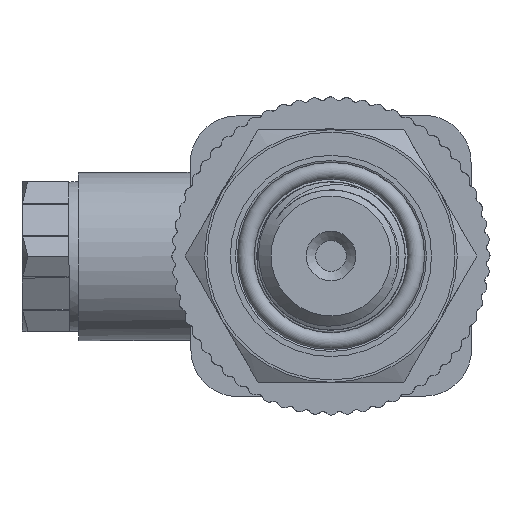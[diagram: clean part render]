
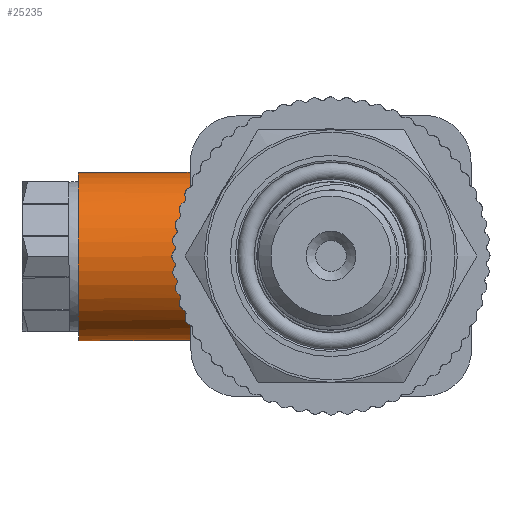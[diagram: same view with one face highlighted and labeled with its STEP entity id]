
A CAD part, left-side view. The second image highlights one B-rep face of the part: STEP entity #25235.
In plain terms, the highlighted cylindrical face has radius 9 mm (diameter 18 mm), a full revolution.
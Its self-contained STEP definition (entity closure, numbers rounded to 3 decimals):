
#2380=FACE_OUTER_BOUND('',#3811,.T.);
#3811=EDGE_LOOP('',(#20757,#20758,#20759,#20760,#20761,#20762,#20763));
#4731=CIRCLE('',#26399,9.);
#4732=CIRCLE('',#26400,9.);
#4757=CIRCLE('',#26481,9.);
#5962=B_SPLINE_CURVE_WITH_KNOTS('',3,(#74309,#74310,#74311,#74312,#74313,
#74314,#74315,#74316,#74317,#74318),.UNSPECIFIED.,.F.,.F.,(4,2,1,1,1,1,
4),(-0.002,0.,0.204,0.408,0.611,
0.815,1.019),.UNSPECIFIED.);
#5963=B_SPLINE_CURVE_WITH_KNOTS('',3,(#74387,#74388,#74389,#74390,#74391,
#74392,#74393,#74394,#74395,#74396,#74397,#74398),.UNSPECIFIED.,.F.,.F.,
(4,1,1,1,1,1,1,2,4),(0.,0.204,0.306,
0.408,0.509,0.611,0.815,
1.019,1.02),.UNSPECIFIED.);
#7105=LINE('',#74726,#9121);
#9121=VECTOR('',#29332,9.);
#11294=VERTEX_POINT('',#71790);
#11555=VERTEX_POINT('',#74307);
#11556=VERTEX_POINT('',#74320);
#11558=VERTEX_POINT('',#74324);
#11649=VERTEX_POINT('',#74724);
#14729=EDGE_CURVE('',#11294,#11555,#5962,.T.);
#14732=EDGE_CURVE('',#11555,#11558,#4731,.T.);
#14733=EDGE_CURVE('',#11558,#11556,#4732,.T.);
#14734=EDGE_CURVE('',#11556,#11294,#5963,.T.);
#14879=EDGE_CURVE('',#11649,#11649,#4757,.T.);
#14880=EDGE_CURVE('',#11649,#11558,#7105,.T.);
#20757=ORIENTED_EDGE('',*,*,#14879,.F.);
#20758=ORIENTED_EDGE('',*,*,#14880,.T.);
#20759=ORIENTED_EDGE('',*,*,#14732,.F.);
#20760=ORIENTED_EDGE('',*,*,#14729,.F.);
#20761=ORIENTED_EDGE('',*,*,#14734,.F.);
#20762=ORIENTED_EDGE('',*,*,#14733,.F.);
#20763=ORIENTED_EDGE('',*,*,#14880,.F.);
#24416=CYLINDRICAL_SURFACE('',#26480,9.);
#25235=ADVANCED_FACE('',(#2380),#24416,.T.);
#26399=AXIS2_PLACEMENT_3D('',#74325,#29059,#29060);
#26400=AXIS2_PLACEMENT_3D('',#74326,#29061,#29062);
#26480=AXIS2_PLACEMENT_3D('',#74723,#29328,#29329);
#26481=AXIS2_PLACEMENT_3D('',#74725,#29330,#29331);
#29059=DIRECTION('center_axis',(0.,0.,-1.));
#29060=DIRECTION('ref_axis',(1.,0.,0.));
#29061=DIRECTION('center_axis',(0.,0.,-1.));
#29062=DIRECTION('ref_axis',(1.,0.,0.));
#29328=DIRECTION('center_axis',(0.,0.,1.));
#29329=DIRECTION('ref_axis',(-1.,0.,0.));
#29330=DIRECTION('center_axis',(0.,0.,1.));
#29331=DIRECTION('ref_axis',(-1.,0.,0.));
#29332=DIRECTION('',(0.,0.,-1.));
#71790=CARTESIAN_POINT('',(-28.,0.,10.5));
#74307=CARTESIAN_POINT('',(-24.4,7.2,14.5));
#74309=CARTESIAN_POINT('Ctrl Pts',(-28.,0.,10.5));
#74310=CARTESIAN_POINT('Ctrl Pts',(-28.,0.004,10.503));
#74311=CARTESIAN_POINT('Ctrl Pts',(-28.,0.008,
10.505));
#74312=CARTESIAN_POINT('Ctrl Pts',(-27.999,0.528,
10.871));
#74313=CARTESIAN_POINT('Ctrl Pts',(-27.909,1.565,11.599));
#74314=CARTESIAN_POINT('Ctrl Pts',(-27.501,3.098,12.639));
#74315=CARTESIAN_POINT('Ctrl Pts',(-26.801,4.592,13.566));
#74316=CARTESIAN_POINT('Ctrl Pts',(-25.787,6.,14.28));
#74317=CARTESIAN_POINT('Ctrl Pts',(-24.889,6.833,14.5));
#74318=CARTESIAN_POINT('Ctrl Pts',(-24.4,7.2,14.5));
#74320=CARTESIAN_POINT('',(-24.4,-7.2,14.5));
#74324=CARTESIAN_POINT('',(-10.,0.,14.5));
#74325=CARTESIAN_POINT('Origin',(-19.,0.,14.5));
#74326=CARTESIAN_POINT('Origin',(-19.,0.,14.5));
#74387=CARTESIAN_POINT('Ctrl Pts',(-24.4,-7.2,14.5));
#74388=CARTESIAN_POINT('Ctrl Pts',(-24.889,-6.833,
14.5));
#74389=CARTESIAN_POINT('Ctrl Pts',(-25.563,-6.207,
14.335));
#74390=CARTESIAN_POINT('Ctrl Pts',(-26.294,-5.296,
13.923));
#74391=CARTESIAN_POINT('Ctrl Pts',(-26.763,-4.579,
13.539));
#74392=CARTESIAN_POINT('Ctrl Pts',(-27.15,-3.846,
13.104));
#74393=CARTESIAN_POINT('Ctrl Pts',(-27.569,-2.842,
12.466));
#74394=CARTESIAN_POINT('Ctrl Pts',(-27.909,-1.565,
11.6));
#74395=CARTESIAN_POINT('Ctrl Pts',(-27.999,-0.528,
10.871));
#74396=CARTESIAN_POINT('Ctrl Pts',(-28.,-0.008,
10.505));
#74397=CARTESIAN_POINT('Ctrl Pts',(-28.,-0.004,10.503));
#74398=CARTESIAN_POINT('Ctrl Pts',(-28.,0.,10.5));
#74723=CARTESIAN_POINT('Origin',(-19.,0.,13.5));
#74724=CARTESIAN_POINT('',(-10.,0.,27.));
#74725=CARTESIAN_POINT('Origin',(-19.,0.,27.));
#74726=CARTESIAN_POINT('',(-10.,0.,13.5));
